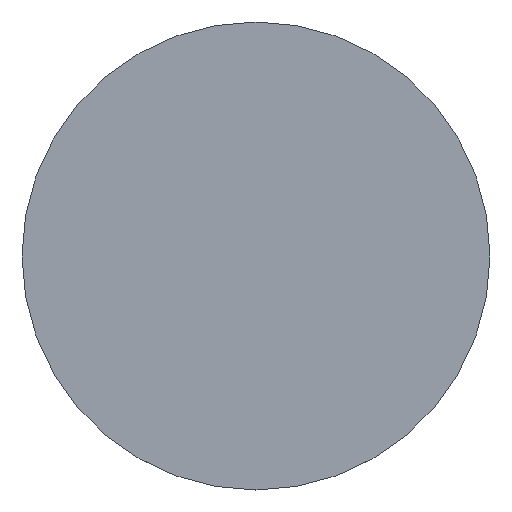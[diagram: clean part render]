
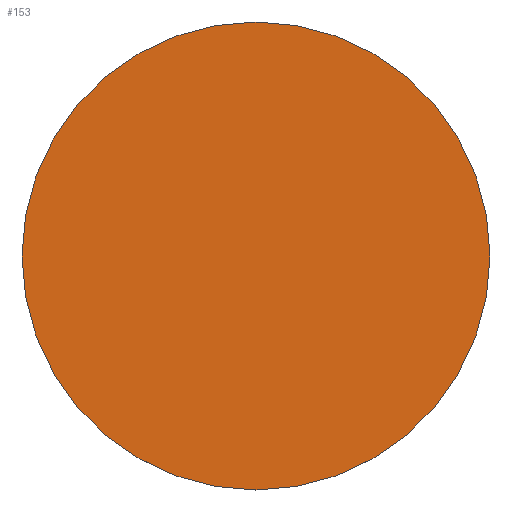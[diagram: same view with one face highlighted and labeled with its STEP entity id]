
A CAD part, top view. The second image highlights one B-rep face of the part: STEP entity #153.
In plain terms, the highlighted planar face has unit normal (0, 0, 1).
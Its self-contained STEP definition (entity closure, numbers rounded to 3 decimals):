
#8 = CARTESIAN_POINT ( 'NONE',  ( 0., 0., 0.1 ) ) ;
#15 = DIRECTION ( 'NONE',  ( 1., 0., 0. ) ) ;
#22 = EDGE_LOOP ( 'NONE', ( #175, #78 ) ) ;
#26 = CARTESIAN_POINT ( 'NONE',  ( 0., 0., 0.1 ) ) ;
#41 = AXIS2_PLACEMENT_3D ( 'NONE', #26, #106, #80 ) ;
#44 = PLANE ( 'NONE',  #121 ) ;
#48 = AXIS2_PLACEMENT_3D ( 'NONE', #8, #135, #15 ) ;
#53 = VERTEX_POINT ( 'NONE', #104 ) ;
#60 = DIRECTION ( 'NONE',  ( 1., 0., 0. ) ) ;
#78 = ORIENTED_EDGE ( 'NONE', *, *, #81, .T. ) ;
#80 = DIRECTION ( 'NONE',  ( 1., 0., 0. ) ) ;
#81 = EDGE_CURVE ( 'NONE', #53, #86, #99, .T. ) ;
#86 = VERTEX_POINT ( 'NONE', #167 ) ;
#99 = CIRCLE ( 'NONE', #41, 7.5 ) ;
#104 = CARTESIAN_POINT ( 'NONE',  ( 7.5, 0., 0.1 ) ) ;
#105 = EDGE_CURVE ( 'NONE', #86, #53, #161, .T. ) ;
#106 = DIRECTION ( 'NONE',  ( 0., 0., 1. ) ) ;
#114 = DIRECTION ( 'NONE',  ( 0., 0., 1. ) ) ;
#121 = AXIS2_PLACEMENT_3D ( 'NONE', #134, #114, #60 ) ;
#130 = FACE_OUTER_BOUND ( 'NONE', #22, .T. ) ;
#134 = CARTESIAN_POINT ( 'NONE',  ( 0., 0., 0.1 ) ) ;
#135 = DIRECTION ( 'NONE',  ( 0., 0., 1. ) ) ;
#153 = ADVANCED_FACE ( 'NONE', ( #130 ), #44, .T. ) ;
#161 = CIRCLE ( 'NONE', #48, 7.5 ) ;
#167 = CARTESIAN_POINT ( 'NONE',  ( -7.5, 0., 0.1 ) ) ;
#175 = ORIENTED_EDGE ( 'NONE', *, *, #105, .T. ) ;
